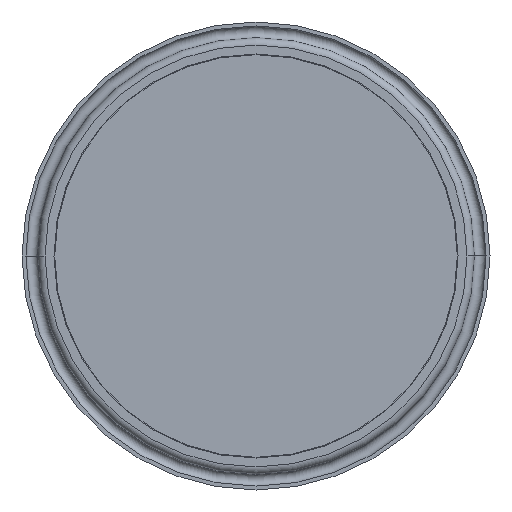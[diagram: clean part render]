
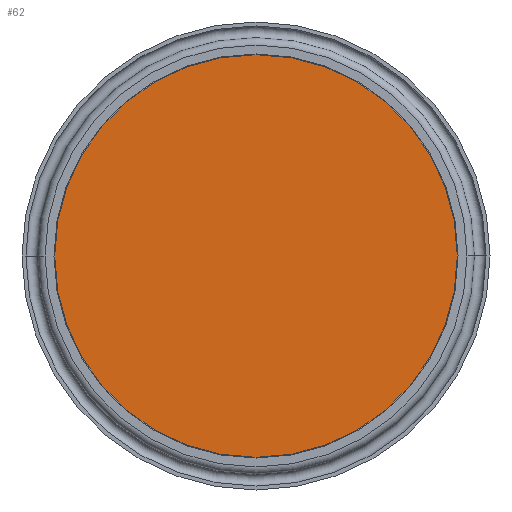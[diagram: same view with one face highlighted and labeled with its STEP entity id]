
A CAD part, front view. The second image highlights one B-rep face of the part: STEP entity #62.
In plain terms, the highlighted planar face has unit normal (0, -1, 0).
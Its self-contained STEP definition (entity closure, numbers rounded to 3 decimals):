
#26 = DIRECTION ( 'NONE',  ( 0., 0., -1. ) ) ;
#28 = DIRECTION ( 'NONE',  ( 0., -1., 0. ) ) ;
#29 = CARTESIAN_POINT ( 'NONE',  ( 0., 0., 0. ) ) ;
#31 = CARTESIAN_POINT ( 'NONE',  ( 0., 0., 46.25 ) ) ;
#62 = ADVANCED_FACE ( 'NONE', ( #646 ), #549, .F. ) ;
#203 = CARTESIAN_POINT ( 'NONE',  ( 0., 0., 0. ) ) ;
#209 = DIRECTION ( 'NONE',  ( 0., 0., -1. ) ) ;
#210 = AXIS2_PLACEMENT_3D ( 'NONE', #838, #499, #209 ) ;
#239 = CIRCLE ( 'NONE', #898, 46.25 ) ;
#286 = CIRCLE ( 'NONE', #210, 46.25 ) ;
#333 = EDGE_CURVE ( 'NONE', #628, #346, #239, .T. ) ;
#346 = VERTEX_POINT ( 'NONE', #31 ) ;
#364 = ORIENTED_EDGE ( 'NONE', *, *, #333, .T. ) ;
#385 = EDGE_CURVE ( 'NONE', #346, #628, #286, .T. ) ;
#499 = DIRECTION ( 'NONE',  ( 0., -1., 0. ) ) ;
#520 = AXIS2_PLACEMENT_3D ( 'NONE', #203, #874, #873 ) ;
#549 = PLANE ( 'NONE',  #520 ) ;
#591 = ORIENTED_EDGE ( 'NONE', *, *, #385, .T. ) ;
#628 = VERTEX_POINT ( 'NONE', #701 ) ;
#646 = FACE_OUTER_BOUND ( 'NONE', #703, .T. ) ;
#701 = CARTESIAN_POINT ( 'NONE',  ( 0., 0., -46.25 ) ) ;
#703 = EDGE_LOOP ( 'NONE', ( #364, #591 ) ) ;
#838 = CARTESIAN_POINT ( 'NONE',  ( 0., 0., 0. ) ) ;
#873 = DIRECTION ( 'NONE',  ( 0., 0., 1. ) ) ;
#874 = DIRECTION ( 'NONE',  ( 0., 1., 0. ) ) ;
#898 = AXIS2_PLACEMENT_3D ( 'NONE', #29, #28, #26 ) ;
